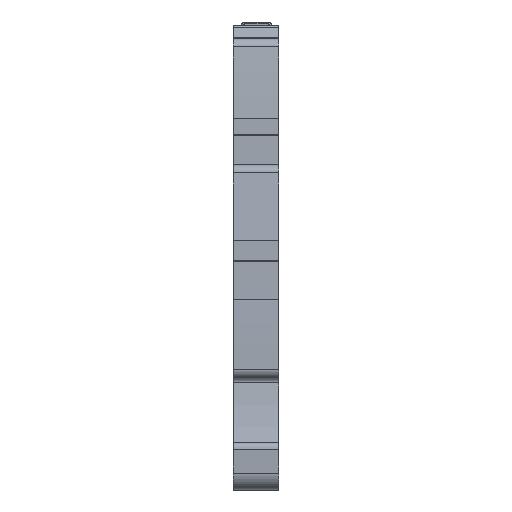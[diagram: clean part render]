
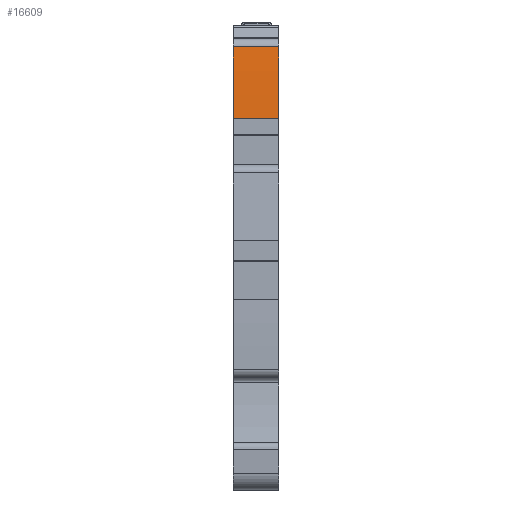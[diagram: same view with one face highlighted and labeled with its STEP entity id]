
A CAD part, front view. The second image highlights one B-rep face of the part: STEP entity #16609.
In plain terms, the highlighted cylindrical face has radius 149.2 mm (diameter 298.4 mm), a partial arc.
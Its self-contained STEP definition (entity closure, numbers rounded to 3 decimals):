
#7485=AXIS2_PLACEMENT_3D('Circle Axis2P3D',#7483,#7484,$) ;
#9508=AXIS2_PLACEMENT_3D('Circle Axis2P3D',#9506,#9507,$) ;
#16596=AXIS2_PLACEMENT_3D('Cylinder Axis2P3D',#16593,#16594,#16595) ;
#7480=CARTESIAN_POINT('Vertex',(5.1,24.003,49.272)) ;
#7483=CARTESIAN_POINT('Axis2P3D Location',(5.1,172.086,31.05)) ;
#7487=CARTESIAN_POINT('Vertex',(5.1,23.236,41.264)) ;
#9503=CARTESIAN_POINT('Vertex',(0.,23.236,41.264)) ;
#9506=CARTESIAN_POINT('Axis2P3D Location',(0.,172.086,31.05)) ;
#9510=CARTESIAN_POINT('Vertex',(0.,24.003,49.272)) ;
#16581=CARTESIAN_POINT('Line Origine',(11.94,24.003,49.272)) ;
#16593=CARTESIAN_POINT('Axis2P3D Location',(2.55,172.086,31.05)) ;
#16598=CARTESIAN_POINT('Line Origine',(11.94,23.236,41.264)) ;
#7484=DIRECTION('Axis2P3D Direction',(1.,0.,0.)) ;
#9507=DIRECTION('Axis2P3D Direction',(1.,0.,0.)) ;
#16582=DIRECTION('Vector Direction',(1.,0.,0.)) ;
#16594=DIRECTION('Axis2P3D Direction',(1.,0.,0.)) ;
#16595=DIRECTION('Axis2P3D XDirection',(0.,-0.993,0.122)) ;
#16599=DIRECTION('Vector Direction',(1.,0.,0.)) ;
#16583=VECTOR('Line Direction',#16582,1.) ;
#16600=VECTOR('Line Direction',#16599,1.) ;
#16604=ORIENTED_EDGE('',*,*,#16602,.F.) ;
#16605=ORIENTED_EDGE('',*,*,#7489,.F.) ;
#16606=ORIENTED_EDGE('',*,*,#16585,.T.) ;
#16607=ORIENTED_EDGE('',*,*,#9512,.T.) ;
#16609=ADVANCED_FACE('Hauptk\X2\00F6\X0\rper',(#16608),#16597,.T.) ;
#7486=CIRCLE('generated circle',#7485,149.2) ;
#9509=CIRCLE('generated circle',#9508,149.2) ;
#16597=CYLINDRICAL_SURFACE('generated cylinder',#16596,149.2) ;
#7489=EDGE_CURVE('',#7481,#7488,#7486,.T.) ;
#9512=EDGE_CURVE('',#9511,#9504,#9509,.T.) ;
#16585=EDGE_CURVE('',#7481,#9511,#16584,.F.) ;
#16602=EDGE_CURVE('',#7488,#9504,#16601,.F.) ;
#16603=EDGE_LOOP('',(#16604,#16605,#16606,#16607)) ;
#16608=FACE_OUTER_BOUND('',#16603,.T.) ;
#16584=LINE('Line',#16581,#16583) ;
#16601=LINE('Line',#16598,#16600) ;
#7481=VERTEX_POINT('',#7480) ;
#7488=VERTEX_POINT('',#7487) ;
#9504=VERTEX_POINT('',#9503) ;
#9511=VERTEX_POINT('',#9510) ;
